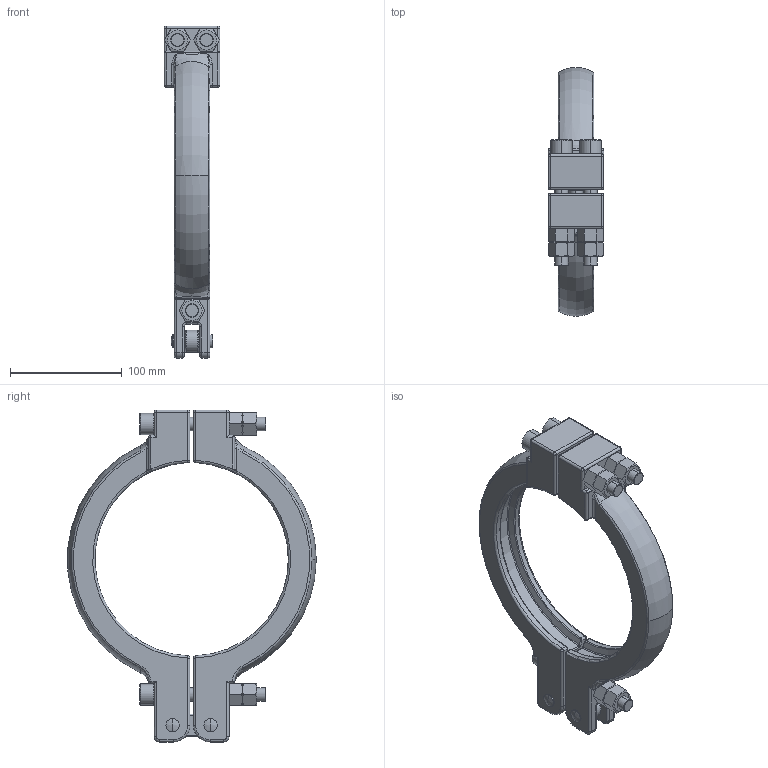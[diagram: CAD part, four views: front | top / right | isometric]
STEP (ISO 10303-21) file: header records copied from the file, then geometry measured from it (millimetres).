
FILE_DESCRIPTION (( 'STEP AP214' ), '1' );
FILE_NAME ('CL.AS8.0658 BLOCK.STEP', '2019-04-16T08:02:58', ( '' ), ( '' ), 'SwSTEP 2.0', 'SolidWorks 2019', '' );
FILE_SCHEMA (( 'AUTOMOTIVE_DESIGN' ));
Length unit declared in the file: millimetre
Products named in the file (1): CL.AS8.0658 BLOCK
Bounding box: 50 x 222.34 x 297 mm (x, y, z)
Volume: 649041.8 mm3; surface area: 130946.6 mm2
Topology: 4 solids, 4 shells, 503 faces, 1173 edges, 677 vertices
Faces by surface type: cylinder 164, plane 126, bspline 56, cone 54, torus 53, sphere 50
Entity records: 16629 total; most frequent: CARTESIAN_POINT 5319, DIRECTION 2481, ORIENTED_EDGE 2302, EDGE_CURVE 1151, AXIS2_PLACEMENT_3D 1022, VERTEX_POINT 677, CIRCLE 574, EDGE_LOOP 540
